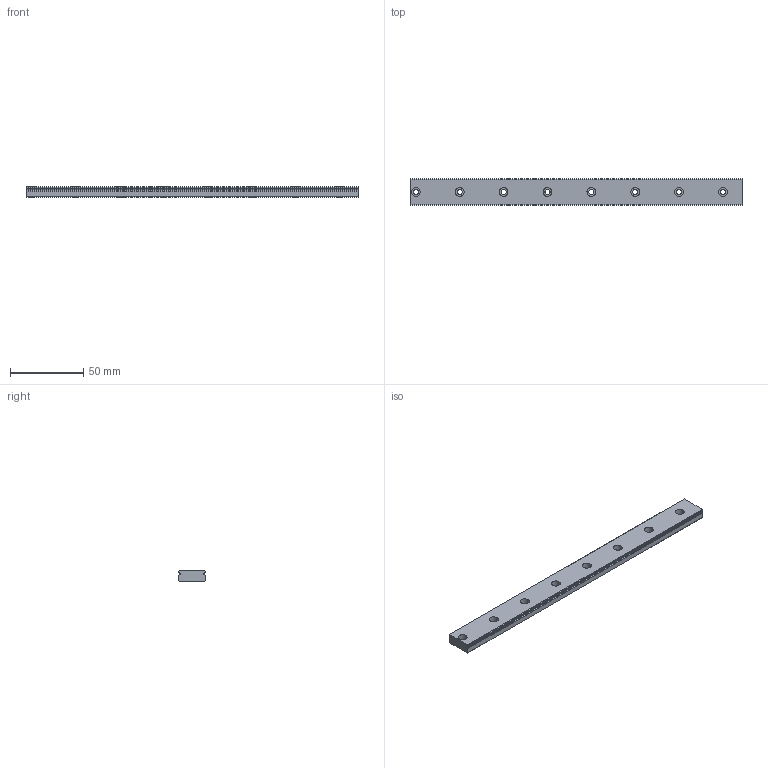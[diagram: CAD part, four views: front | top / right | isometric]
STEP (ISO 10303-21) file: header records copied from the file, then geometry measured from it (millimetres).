
FILE_DESCRIPTION(/* description */ (''),/* implementation_level */ '2;1');
FILE_NAME(/* name */ 'MGW9-RAIL_L227.step',/* time_stamp */ '2023-01-07T19:03:47+01:00',/* author */ (''),/* organization */ (''),/* preprocessor_version */ 'ST-DEVELOPER v19.2',/* originating_system */ 'Autodesk Translation Framework v11.17.0.187',/* authorisation */ '');
FILE_SCHEMA (('AUTOMOTIVE_DESIGN { 1 0 10303 214 3 1 1 }'));
Length unit declared in the file: millimetre
Products named in the file (1): MGW9-RAIL_L227
Bounding box: 227 x 18 x 7 mm (x, y, z)
Volume: 26690.7 mm3; surface area: 12855.1 mm2
Topology: 1 solids, 1 shells, 54 faces, 132 edges, 88 vertices
Faces by surface type: cylinder 30, plane 24
Full cylindrical faces by diameter (mm): 3.5 x8, 6 x8
Entity records: 1688 total; most frequent: DIRECTION 302, CARTESIAN_POINT 275, ORIENTED_EDGE 264, EDGE_CURVE 132, AXIS2_PLACEMENT_3D 115, VERTEX_POINT 88, EDGE_LOOP 78, LINE 72
